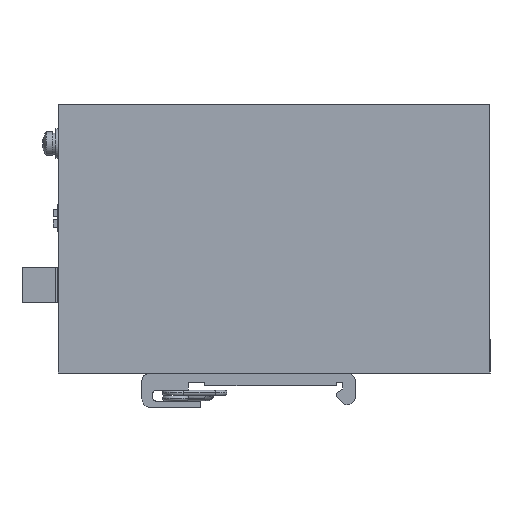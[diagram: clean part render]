
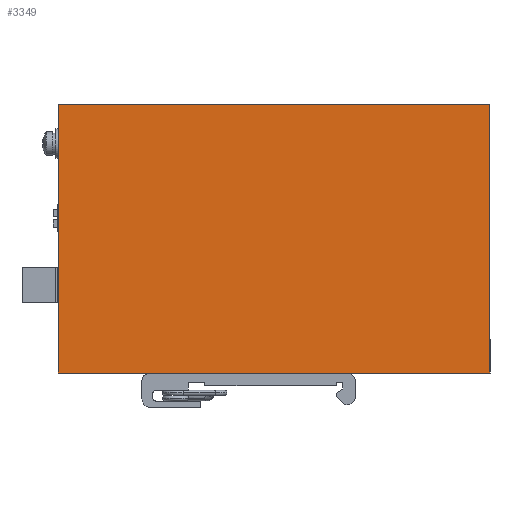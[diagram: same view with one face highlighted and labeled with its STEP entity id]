
A CAD part, left-side view. The second image highlights one B-rep face of the part: STEP entity #3349.
In plain terms, the highlighted planar face has unit normal (-1, 0, 0).
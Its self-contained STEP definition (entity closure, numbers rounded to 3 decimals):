
#3329=AXIS2_PLACEMENT_3D('Plane Axis2P3D',#3326,#3327,#3328) ;
#3027=CARTESIAN_POINT('Vertex',(0.,0.,72.2)) ;
#3032=CARTESIAN_POINT('Line Origine',(0.,0.,40.2)) ;
#3036=CARTESIAN_POINT('Vertex',(0.,0.,8.2)) ;
#3300=CARTESIAN_POINT('Vertex',(0.,103.,72.2)) ;
#3303=CARTESIAN_POINT('Line Origine',(0.,51.5,72.2)) ;
#3326=CARTESIAN_POINT('Axis2P3D Location',(0.,0.,0.6)) ;
#3331=CARTESIAN_POINT('Line Origine',(0.,103.,40.2)) ;
#3335=CARTESIAN_POINT('Vertex',(0.,103.,8.2)) ;
#3338=CARTESIAN_POINT('Line Origine',(0.,51.5,8.2)) ;
#3033=DIRECTION('Vector Direction',(0.,0.,-1.)) ;
#3304=DIRECTION('Vector Direction',(0.,-1.,0.)) ;
#3327=DIRECTION('Axis2P3D Direction',(-1.,0.,0.)) ;
#3328=DIRECTION('Axis2P3D XDirection',(0.,-1.,0.)) ;
#3332=DIRECTION('Vector Direction',(0.,0.,1.)) ;
#3339=DIRECTION('Vector Direction',(0.,1.,0.)) ;
#3034=VECTOR('Line Direction',#3033,1.) ;
#3305=VECTOR('Line Direction',#3304,1.) ;
#3333=VECTOR('Line Direction',#3332,1.) ;
#3340=VECTOR('Line Direction',#3339,1.) ;
#3344=ORIENTED_EDGE('',*,*,#3307,.T.) ;
#3345=ORIENTED_EDGE('',*,*,#3337,.T.) ;
#3346=ORIENTED_EDGE('',*,*,#3342,.T.) ;
#3347=ORIENTED_EDGE('',*,*,#3038,.T.) ;
#3349=ADVANCED_FACE('SWITCH',(#3348),#3330,.T.) ;
#3038=EDGE_CURVE('',#3037,#3028,#3035,.F.) ;
#3307=EDGE_CURVE('',#3028,#3301,#3306,.F.) ;
#3337=EDGE_CURVE('',#3301,#3336,#3334,.F.) ;
#3342=EDGE_CURVE('',#3336,#3037,#3341,.F.) ;
#3343=EDGE_LOOP('',(#3344,#3345,#3346,#3347)) ;
#3348=FACE_OUTER_BOUND('',#3343,.T.) ;
#3035=LINE('Line',#3032,#3034) ;
#3306=LINE('Line',#3303,#3305) ;
#3334=LINE('Line',#3331,#3333) ;
#3341=LINE('Line',#3338,#3340) ;
#3330=PLANE('',#3329) ;
#3028=VERTEX_POINT('',#3027) ;
#3037=VERTEX_POINT('',#3036) ;
#3301=VERTEX_POINT('',#3300) ;
#3336=VERTEX_POINT('',#3335) ;
